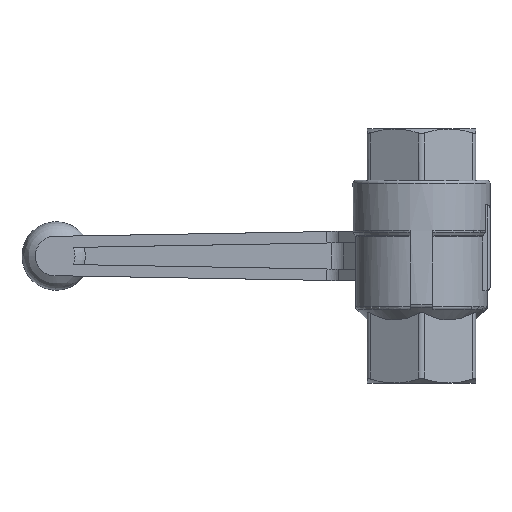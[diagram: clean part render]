
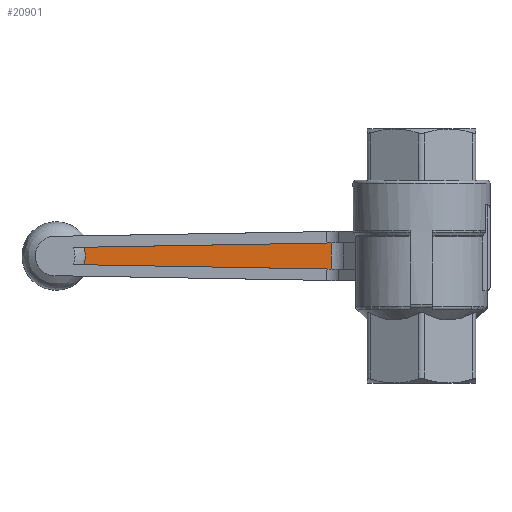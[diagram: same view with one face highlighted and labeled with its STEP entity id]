
A CAD part, front view. The second image highlights one B-rep face of the part: STEP entity #20901.
In plain terms, the highlighted planar face has unit normal (0, -1, 0).
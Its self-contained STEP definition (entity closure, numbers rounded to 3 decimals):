
#17548 = PLANE('',#17549);
#17549 = AXIS2_PLACEMENT_3D('',#17550,#17551,#17552);
#17550 = CARTESIAN_POINT('',(-1.,68.3,49.616));
#17551 = DIRECTION('',(-0.017,0.,1.));
#17552 = DIRECTION('',(1.,0.,0.017));
#17627 = PLANE('',#17628);
#17628 = AXIS2_PLACEMENT_3D('',#17629,#17630,#17631);
#17629 = CARTESIAN_POINT('',(-128.,68.3,41.601));
#17630 = DIRECTION('',(-0.017,0.,-1.));
#17631 = DIRECTION('',(-1.,0.,0.017));
#19506 = VERTEX_POINT('',#19507);
#19507 = CARTESIAN_POINT('',(-118.263,61.8,47.569));
#19531 = ( BOUNDED_SURFACE() B_SPLINE_SURFACE(3,3,(
    (#19532,#19533,#19534,#19535)
    ,(#19536,#19537,#19538,#19539)
    ,(#19540,#19541,#19542,#19543)
    ,(#19544,#19545,#19546,#19547
)),.UNSPECIFIED.,.F.,.F.,.F.) B_SPLINE_SURFACE_WITH_KNOTS((4,4),(4,4),(
    4.24,5.185),(0.694,1.262),
.PIECEWISE_BEZIER_KNOTS.) GEOMETRIC_REPRESENTATION_ITEM() 
RATIONAL_B_SPLINE_SURFACE((
    (1.,0.927,0.927,1.)
    ,(0.973,0.902,0.902,0.973)
    ,(0.973,0.902,0.902,0.973)
,(1.,0.927,0.927,1.
))) REPRESENTATION_ITEM('') SURFACE() );
#19532 = CARTESIAN_POINT('',(-122.119,59.371,
    41.492));
#19533 = CARTESIAN_POINT('',(-121.134,59.371,
    43.418));
#19534 = CARTESIAN_POINT('',(-121.134,59.371,
    45.582));
#19535 = CARTESIAN_POINT('',(-122.119,59.371,
    47.508));
#19536 = CARTESIAN_POINT('',(-120.856,59.824,
    40.847));
#19537 = CARTESIAN_POINT('',(-119.66,59.824,
    43.186));
#19538 = CARTESIAN_POINT('',(-119.66,59.824,
    45.814));
#19539 = CARTESIAN_POINT('',(-120.856,59.824,
    48.153));
#19540 = CARTESIAN_POINT('',(-119.757,60.656,
    40.285));
#19541 = CARTESIAN_POINT('',(-118.377,60.656,
    42.984));
#19542 = CARTESIAN_POINT('',(-118.377,60.656,
    46.016));
#19543 = CARTESIAN_POINT('',(-119.757,60.656,
    48.715));
#19544 = CARTESIAN_POINT('',(-118.91,61.8,39.851));
#19545 = CARTESIAN_POINT('',(-117.388,61.8,42.828));
#19546 = CARTESIAN_POINT('',(-117.388,61.8,46.172));
#19547 = CARTESIAN_POINT('',(-118.91,61.8,49.149));
#19577 = EDGE_CURVE('',#19578,#19506,#19580,.T.);
#19578 = VERTEX_POINT('',#19579);
#19579 = CARTESIAN_POINT('',(-31.678,61.8,49.081));
#19580 = SURFACE_CURVE('',#19581,(#19585,#19592),.PCURVE_S1.);
#19581 = LINE('',#19582,#19583);
#19582 = CARTESIAN_POINT('',(-1.,61.8,49.616));
#19583 = VECTOR('',#19584,1.);
#19584 = DIRECTION('',(-1.,0.,-0.017));
#19585 = PCURVE('',#17548,#19586);
#19586 = DEFINITIONAL_REPRESENTATION('',(#19587),#19591);
#19587 = LINE('',#19588,#19589);
#19588 = CARTESIAN_POINT('',(-0.,-6.5));
#19589 = VECTOR('',#19590,1.);
#19590 = DIRECTION('',(-1.,0.));
#19591 = ( GEOMETRIC_REPRESENTATION_CONTEXT(2) 
PARAMETRIC_REPRESENTATION_CONTEXT() REPRESENTATION_CONTEXT('2D SPACE',''
  ) );
#19592 = PCURVE('',#19593,#19598);
#19593 = PLANE('',#19594);
#19594 = AXIS2_PLACEMENT_3D('',#19595,#19596,#19597);
#19595 = CARTESIAN_POINT('',(-31.678,61.8,39.));
#19596 = DIRECTION('',(0.,1.,0.));
#19597 = DIRECTION('',(0.,0.,-1.));
#19598 = DEFINITIONAL_REPRESENTATION('',(#19599),#19603);
#19599 = LINE('',#19600,#19601);
#19600 = CARTESIAN_POINT('',(-10.616,-30.678));
#19601 = VECTOR('',#19602,1.);
#19602 = DIRECTION('',(0.017,1.));
#19603 = ( GEOMETRIC_REPRESENTATION_CONTEXT(2) 
PARAMETRIC_REPRESENTATION_CONTEXT() REPRESENTATION_CONTEXT('2D SPACE',''
  ) );
#19622 = CYLINDRICAL_SURFACE('',#19623,6.);
#19623 = AXIS2_PLACEMENT_3D('',#19624,#19625,#19626);
#19624 = CARTESIAN_POINT('',(-31.678,55.8,39.));
#19625 = DIRECTION('',(0.,0.,-1.));
#19626 = DIRECTION('',(1.,0.,0.));
#19732 = VERTEX_POINT('',#19733);
#19733 = CARTESIAN_POINT('',(-31.678,61.8,39.919));
#19777 = EDGE_CURVE('',#19778,#19732,#19780,.T.);
#19778 = VERTEX_POINT('',#19779);
#19779 = CARTESIAN_POINT('',(-118.263,61.8,41.431));
#19780 = SURFACE_CURVE('',#19781,(#19785,#19792),.PCURVE_S1.);
#19781 = LINE('',#19782,#19783);
#19782 = CARTESIAN_POINT('',(-128.,61.8,41.601));
#19783 = VECTOR('',#19784,1.);
#19784 = DIRECTION('',(1.,0.,-0.017));
#19785 = PCURVE('',#17627,#19786);
#19786 = DEFINITIONAL_REPRESENTATION('',(#19787),#19791);
#19787 = LINE('',#19788,#19789);
#19788 = CARTESIAN_POINT('',(0.,-6.5));
#19789 = VECTOR('',#19790,1.);
#19790 = DIRECTION('',(-1.,0.));
#19791 = ( GEOMETRIC_REPRESENTATION_CONTEXT(2) 
PARAMETRIC_REPRESENTATION_CONTEXT() REPRESENTATION_CONTEXT('2D SPACE',''
  ) );
#19792 = PCURVE('',#19593,#19793);
#19793 = DEFINITIONAL_REPRESENTATION('',(#19794),#19798);
#19794 = LINE('',#19795,#19796);
#19795 = CARTESIAN_POINT('',(-2.601,96.322));
#19796 = VECTOR('',#19797,1.);
#19797 = DIRECTION('',(0.017,-1.));
#19798 = ( GEOMETRIC_REPRESENTATION_CONTEXT(2) 
PARAMETRIC_REPRESENTATION_CONTEXT() REPRESENTATION_CONTEXT('2D SPACE',''
  ) );
#20856 = EDGE_CURVE('',#19506,#19778,#20857,.T.);
#20857 = SURFACE_CURVE('',#20858,(#20863,#20892),.PCURVE_S1.);
#20858 = CIRCLE('',#20859,10.209);
#20859 = AXIS2_PLACEMENT_3D('',#20860,#20861,#20862);
#20860 = CARTESIAN_POINT('',(-128.,61.8,44.5));
#20861 = DIRECTION('',(0.,1.,0.));
#20862 = DIRECTION('',(0.,0.,-1.));
#20863 = PCURVE('',#19531,#20864);
#20864 = DEFINITIONAL_REPRESENTATION('',(#20865),#20891);
#20865 = B_SPLINE_CURVE_WITH_KNOTS('',3,(#20866,#20867,#20868,#20869,
    #20870,#20871,#20872,#20873,#20874,#20875,#20876,#20877,#20878,
    #20879,#20880,#20881,#20882,#20883,#20884,#20885,#20886,#20887,
    #20888,#20889,#20890),.UNSPECIFIED.,.F.,.F.,(4,1,1,1,1,1,1,1,1,1,1,1
    ,1,1,1,1,1,1,1,1,1,1,4),(4.407,4.435,4.463
    ,4.49,4.518,4.546,4.574,
    4.601,4.629,4.657,4.685,
    4.712,4.74,4.768,4.796,
    4.823,4.851,4.879,4.907,
    4.934,4.962,4.99,5.018),
  .QUASI_UNIFORM_KNOTS.);
#20866 = CARTESIAN_POINT('',(5.185,1.159));
#20867 = CARTESIAN_POINT('',(5.185,1.154));
#20868 = CARTESIAN_POINT('',(5.185,1.143));
#20869 = CARTESIAN_POINT('',(5.185,1.126));
#20870 = CARTESIAN_POINT('',(5.185,1.109));
#20871 = CARTESIAN_POINT('',(5.185,1.093));
#20872 = CARTESIAN_POINT('',(5.185,1.076));
#20873 = CARTESIAN_POINT('',(5.185,1.06));
#20874 = CARTESIAN_POINT('',(5.185,1.043));
#20875 = CARTESIAN_POINT('',(5.185,1.027));
#20876 = CARTESIAN_POINT('',(5.185,1.011));
#20877 = CARTESIAN_POINT('',(5.185,0.994));
#20878 = CARTESIAN_POINT('',(5.185,0.978));
#20879 = CARTESIAN_POINT('',(5.185,0.961));
#20880 = CARTESIAN_POINT('',(5.185,0.945));
#20881 = CARTESIAN_POINT('',(5.185,0.929));
#20882 = CARTESIAN_POINT('',(5.185,0.912));
#20883 = CARTESIAN_POINT('',(5.185,0.896));
#20884 = CARTESIAN_POINT('',(5.185,0.879));
#20885 = CARTESIAN_POINT('',(5.185,0.863));
#20886 = CARTESIAN_POINT('',(5.185,0.846));
#20887 = CARTESIAN_POINT('',(5.185,0.83));
#20888 = CARTESIAN_POINT('',(5.185,0.813));
#20889 = CARTESIAN_POINT('',(5.185,0.802));
#20890 = CARTESIAN_POINT('',(5.185,0.796));
#20891 = ( GEOMETRIC_REPRESENTATION_CONTEXT(2) 
PARAMETRIC_REPRESENTATION_CONTEXT() REPRESENTATION_CONTEXT('2D SPACE',''
  ) );
#20892 = PCURVE('',#19593,#20893);
#20893 = DEFINITIONAL_REPRESENTATION('',(#20894),#20898);
#20894 = CIRCLE('',#20895,10.209);
#20895 = AXIS2_PLACEMENT_2D('',#20896,#20897);
#20896 = CARTESIAN_POINT('',(-5.5,96.322));
#20897 = DIRECTION('',(1.,0.));
#20898 = ( GEOMETRIC_REPRESENTATION_CONTEXT(2) 
PARAMETRIC_REPRESENTATION_CONTEXT() REPRESENTATION_CONTEXT('2D SPACE',''
  ) );
#20901 = ADVANCED_FACE('',(#20902),#19593,.F.);
#20902 = FACE_BOUND('',#20903,.T.);
#20903 = EDGE_LOOP('',(#20904,#20905,#20906,#20927));
#20904 = ORIENTED_EDGE('',*,*,#20856,.T.);
#20905 = ORIENTED_EDGE('',*,*,#19777,.T.);
#20906 = ORIENTED_EDGE('',*,*,#20907,.T.);
#20907 = EDGE_CURVE('',#19732,#19578,#20908,.T.);
#20908 = SURFACE_CURVE('',#20909,(#20913,#20920),.PCURVE_S1.);
#20909 = LINE('',#20910,#20911);
#20910 = CARTESIAN_POINT('',(-31.678,61.8,39.));
#20911 = VECTOR('',#20912,1.);
#20912 = DIRECTION('',(0.,-0.,1.));
#20913 = PCURVE('',#19593,#20914);
#20914 = DEFINITIONAL_REPRESENTATION('',(#20915),#20919);
#20915 = LINE('',#20916,#20917);
#20916 = CARTESIAN_POINT('',(0.,0.));
#20917 = VECTOR('',#20918,1.);
#20918 = DIRECTION('',(-1.,0.));
#20919 = ( GEOMETRIC_REPRESENTATION_CONTEXT(2) 
PARAMETRIC_REPRESENTATION_CONTEXT() REPRESENTATION_CONTEXT('2D SPACE',''
  ) );
#20920 = PCURVE('',#19622,#20921);
#20921 = DEFINITIONAL_REPRESENTATION('',(#20922),#20926);
#20922 = LINE('',#20923,#20924);
#20923 = CARTESIAN_POINT('',(4.712,0.));
#20924 = VECTOR('',#20925,1.);
#20925 = DIRECTION('',(0.,-1.));
#20926 = ( GEOMETRIC_REPRESENTATION_CONTEXT(2) 
PARAMETRIC_REPRESENTATION_CONTEXT() REPRESENTATION_CONTEXT('2D SPACE',''
  ) );
#20927 = ORIENTED_EDGE('',*,*,#19577,.T.);
